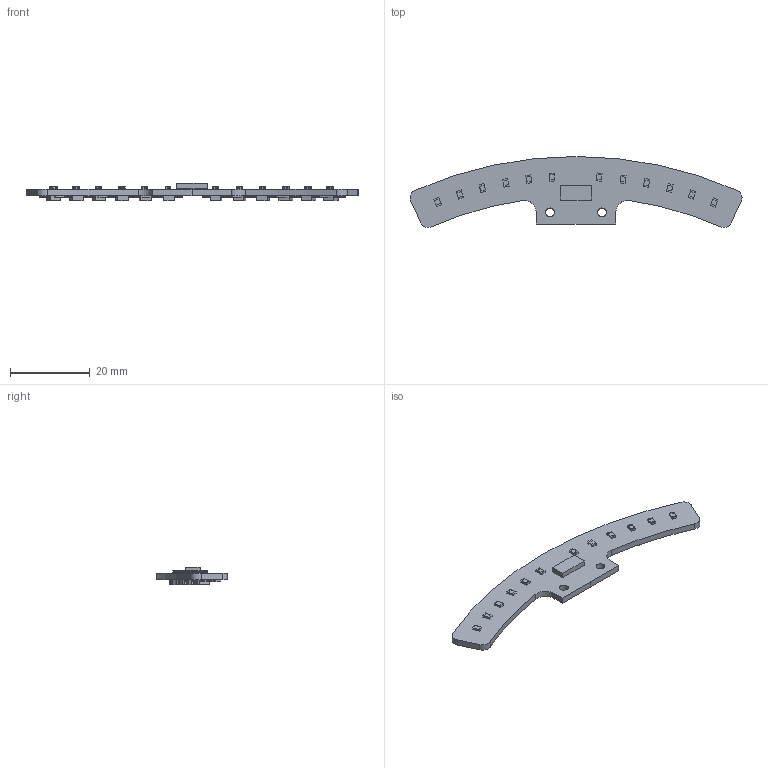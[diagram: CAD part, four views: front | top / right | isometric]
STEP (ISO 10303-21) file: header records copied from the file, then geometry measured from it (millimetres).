
FILE_DESCRIPTION(('KiCad electronic assembly'),'2;1');
FILE_NAME('Sensor_Board.stp','2023-07-23T16:57:04',('An Author'),( 'A Company'),'Open CASCADE STEP processor 6.9', 'KiCad to STEP converter','Unknown');
FILE_SCHEMA(('AUTOMOTIVE_DESIGN { 1 0 10303 214 1 1 1 1 }'));
Length unit declared in the file: millimetre
Products named in the file (8): Open CASCADE STEP translator 6.9 1; RG2012N-103-B-T5; COMPOUND; 503480-1200; TPR-105F; SOLID
Assembly tree (35 placements, depth 3):
  Open CASCADE STEP translator 6.9 1
    RG2012N-103-B-T5  x18
      COMPOUND
    503480-1200
      COMPOUND
    TPR-105F  x12
      SOLID
    COMPOUND
Bounding box: 83.19 x 17.79 x 4.32 mm (x, y, z)
Volume: 1745.3 mm3; surface area: 3193.9 mm2
Topology: 100 solids, 100 shells, 1204 faces, 2880 edges, 1912 vertices
Faces by surface type: plane 1192, cylinder 12
Full cylindrical faces by diameter (mm): 2.2 x2
Entity records: 11316 total; most frequent: CARTESIAN_POINT 1921, DIRECTION 1718, LINE 1224, VECTOR 1224, ORIENTED_EDGE 848, PCURVE 848, DEFINITIONAL_REPRESENTATION 848, EDGE_CURVE 424
